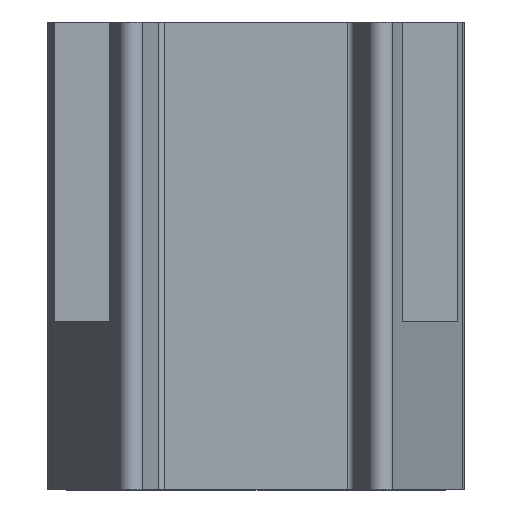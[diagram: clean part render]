
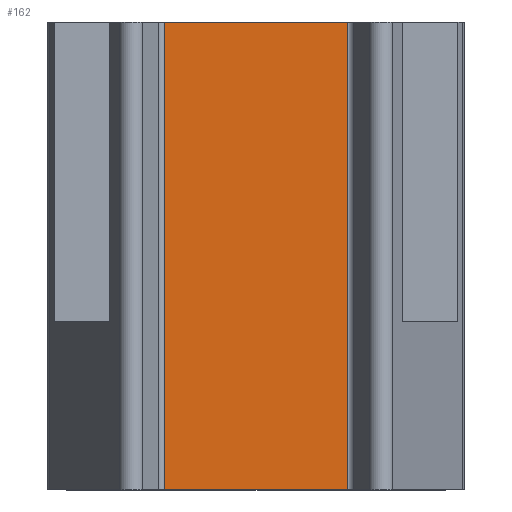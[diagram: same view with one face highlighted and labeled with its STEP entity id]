
A CAD part, top view. The second image highlights one B-rep face of the part: STEP entity #162.
In plain terms, the highlighted planar face has unit normal (0, 0, 1).
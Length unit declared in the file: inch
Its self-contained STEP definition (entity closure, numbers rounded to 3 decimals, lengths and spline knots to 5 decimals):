
#123=PLANE('',#984);
#162=ADVANCED_FACE('',(#216),#123,.T.);
#216=FACE_OUTER_BOUND('',#261,.T.);
#261=EDGE_LOOP('',(#651,#652,#653,#654));
#301=LINE('',#1320,#393);
#344=LINE('',#1423,#436);
#351=LINE('',#1441,#443);
#352=LINE('',#1443,#444);
#393=VECTOR('',#1085,1.);
#436=VECTOR('',#1170,1.);
#443=VECTOR('',#1193,1.);
#444=VECTOR('',#1196,1.);
#651=ORIENTED_EDGE('',*,*,#874,.F.);
#652=ORIENTED_EDGE('',*,*,#884,.F.);
#653=ORIENTED_EDGE('',*,*,#821,.T.);
#654=ORIENTED_EDGE('',*,*,#883,.T.);
#728=VERTEX_POINT('',#1319);
#729=VERTEX_POINT('',#1321);
#767=VERTEX_POINT('',#1422);
#768=VERTEX_POINT('',#1424);
#821=EDGE_CURVE('',#729,#728,#301,.T.);
#874=EDGE_CURVE('',#767,#768,#344,.T.);
#883=EDGE_CURVE('',#728,#768,#351,.T.);
#884=EDGE_CURVE('',#729,#767,#352,.T.);
#984=AXIS2_PLACEMENT_3D('',#1444,#1197,#1198);
#1085=DIRECTION('',(1.,0.,0.));
#1170=DIRECTION('',(1.,0.,0.));
#1193=DIRECTION('',(0.,1.,0.));
#1196=DIRECTION('',(0.,1.,0.));
#1197=DIRECTION('',(0.,0.,1.));
#1198=DIRECTION('',(1.,0.,0.));
#1319=CARTESIAN_POINT('',(0.14681,0.,0.241));
#1320=CARTESIAN_POINT('',(-0.14681,0.,0.241));
#1321=CARTESIAN_POINT('',(-0.14681,0.,0.241));
#1422=CARTESIAN_POINT('',(-0.14681,0.75,0.241));
#1423=CARTESIAN_POINT('',(-0.14681,0.75,0.241));
#1424=CARTESIAN_POINT('',(0.14681,0.75,0.241));
#1441=CARTESIAN_POINT('',(0.14681,0.,0.241));
#1443=CARTESIAN_POINT('',(-0.14681,0.,0.241));
#1444=CARTESIAN_POINT('',(-0.14681,0.,0.241));
